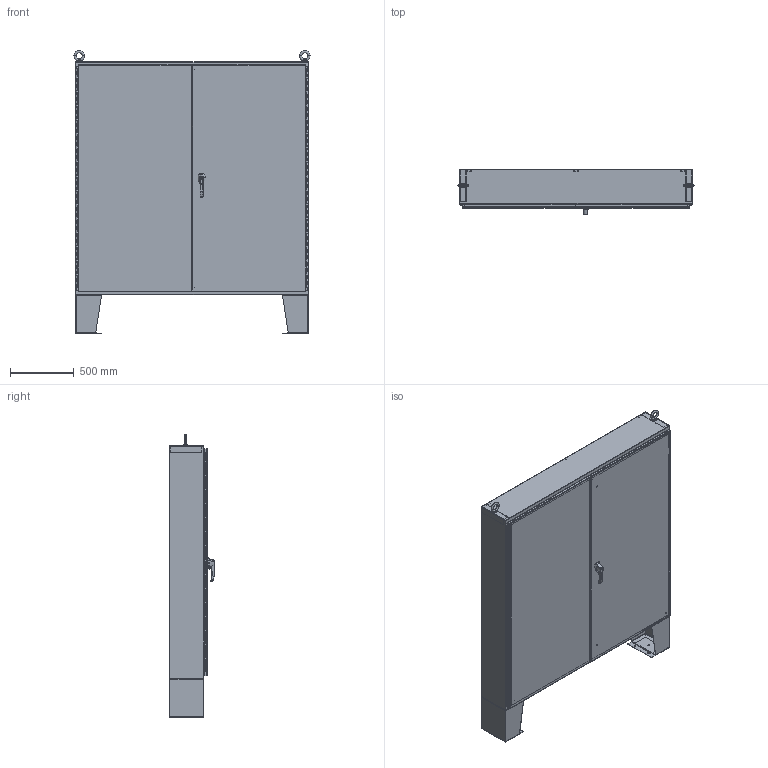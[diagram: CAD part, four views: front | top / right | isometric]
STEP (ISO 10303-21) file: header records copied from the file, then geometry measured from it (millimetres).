
FILE_DESCRIPTION (( 'STEP AP203' ), '1' );
FILE_NAME ('1422F10F_Default.step', '2019-11-04T15:02:33', ( '' ), ( '' ), 'SwSTEP 2.0', 'SolidWorks 2019', '' );
FILE_SCHEMA (( 'CONFIG_CONTROL_DESIGN' ));
Length unit declared in the file: inch
Products named in the file (1): 1422F10F_Default
Bounding box: 1857.28 x 355.88 x 2223.62 mm (x, y, z)
Volume: 38644987.5 mm3; surface area: 27953533.2 mm2
Topology: 49 solids, 49 shells, 2438 faces, 6530 edges, 4211 vertices
Faces by surface type: plane 1222, cylinder 981, bspline 181, cone 38, torus 16
Entity records: 90380 total; most frequent: CARTESIAN_POINT 28871, ORIENTED_EDGE 13040, DIRECTION 12703, EDGE_CURVE 6520, AXIS2_PLACEMENT_3D 4314, VERTEX_POINT 4211, VECTOR 4075, LINE 4075
